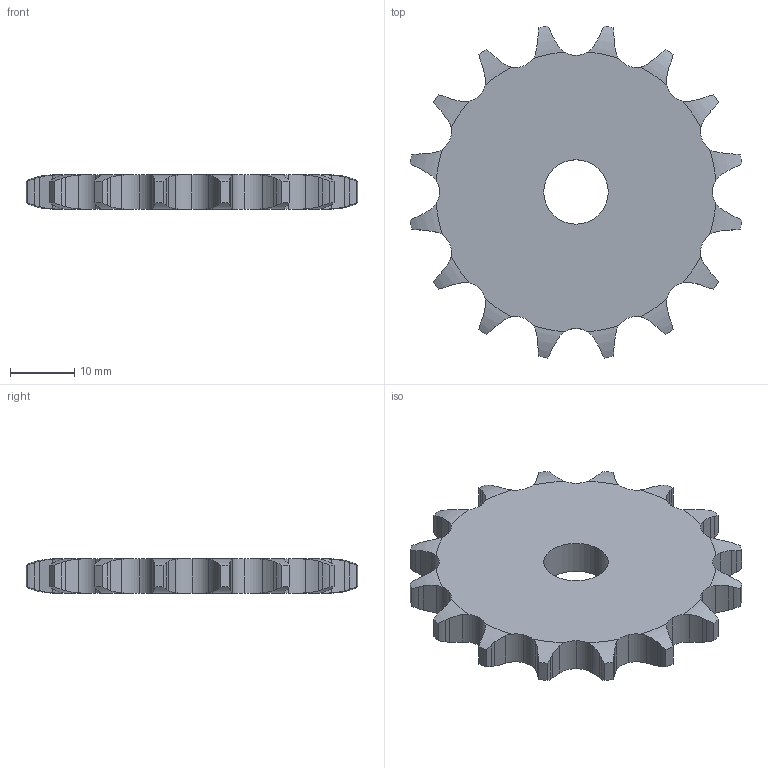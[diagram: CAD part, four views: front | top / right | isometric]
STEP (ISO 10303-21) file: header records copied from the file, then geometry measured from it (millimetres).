
FILE_DESCRIPTION(('FreeCAD Model'),'2;1');
FILE_NAME('Open CASCADE Shape Model','2022-02-06T09:33:49',('FreeCAD'),( 'FreeCAD'),'Open CASCADE STEP processor 7.4','FreeCAD','Unknown');
FILE_SCHEMA(('AUTOMOTIVE_DESIGN { 1 0 10303 214 1 1 1 1 }'));
Length unit declared in the file: millimetre
Products named in the file (1): Open CASCADE STEP translator 7.4 9
Bounding box: 51.54 x 51.54 x 5.3 mm (x, y, z)
Volume: 8310.3 mm3; surface area: 4471.5 mm2
Topology: 1 solids, 1 shells, 179 faces, 531 edges, 354 vertices
Faces by surface type: cylinder 113, plane 34, torus 32
Full cylindrical faces by diameter (mm): 10 x1
Entity records: 15996 total; most frequent: CARTESIAN_POINT 7041, DIRECTION 1217, ORIENTED_EDGE 1062, PCURVE 1062, DEFINITIONAL_REPRESENTATION 1062, B_SPLINE_CURVE_WITH_KNOTS 768, LINE 597, VECTOR 597
